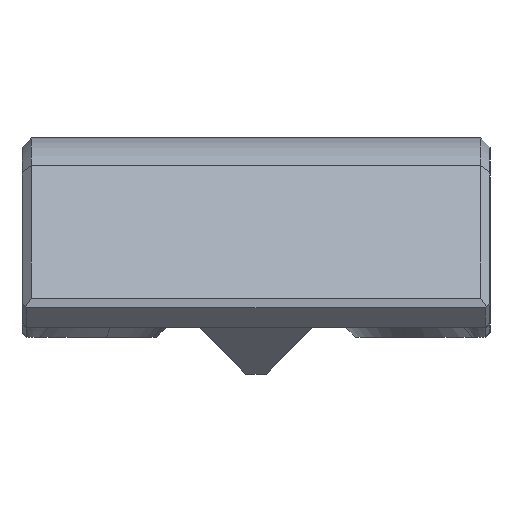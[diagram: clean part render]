
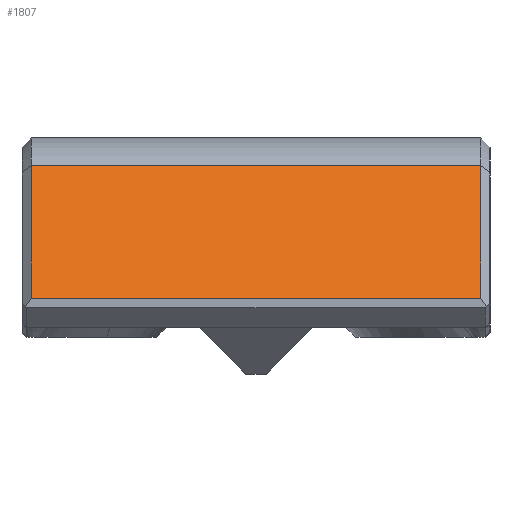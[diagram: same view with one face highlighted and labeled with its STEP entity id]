
A CAD part, left-side view. The second image highlights one B-rep face of the part: STEP entity #1807.
In plain terms, the highlighted planar face has unit normal (-0.707, 0, 0.707).
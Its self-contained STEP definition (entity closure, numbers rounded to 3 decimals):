
#224=FACE_OUTER_BOUND('',#327,.T.);
#327=EDGE_LOOP('',(#1283,#1284,#1285,#1286));
#429=LINE('',#2529,#572);
#442=LINE('',#2608,#585);
#455=LINE('',#2642,#598);
#472=LINE('',#2728,#615);
#572=VECTOR('',#2091,10.);
#585=VECTOR('',#2110,10.);
#598=VECTOR('',#2141,10.);
#615=VECTOR('',#2168,10.);
#712=VERTEX_POINT('',#2518);
#716=VERTEX_POINT('',#2528);
#734=VERTEX_POINT('',#2607);
#746=VERTEX_POINT('',#2637);
#905=EDGE_CURVE('',#712,#716,#429,.T.);
#926=EDGE_CURVE('',#734,#716,#442,.T.);
#943=EDGE_CURVE('',#734,#746,#455,.T.);
#968=EDGE_CURVE('',#746,#712,#472,.T.);
#1283=ORIENTED_EDGE('',*,*,#905,.F.);
#1284=ORIENTED_EDGE('',*,*,#968,.F.);
#1285=ORIENTED_EDGE('',*,*,#943,.F.);
#1286=ORIENTED_EDGE('',*,*,#926,.T.);
#1745=PLANE('',#1941);
#1807=ADVANCED_FACE('',(#224),#1745,.F.);
#1941=AXIS2_PLACEMENT_3D('',#2729,#2169,#2170);
#2091=DIRECTION('',(-0.707,0.,-0.707));
#2110=DIRECTION('',(0.,-1.,0.));
#2141=DIRECTION('',(0.707,0.,0.707));
#2168=DIRECTION('',(0.,-1.,0.));
#2169=DIRECTION('center_axis',(0.707,0.,-0.707));
#2170=DIRECTION('ref_axis',(0.707,0.,0.707));
#2518=CARTESIAN_POINT('',(-18.872,-9.6,6.928));
#2528=CARTESIAN_POINT('',(-24.55,-9.6,1.25));
#2529=CARTESIAN_POINT('',(-15.809,-9.6,9.991));
#2607=CARTESIAN_POINT('',(-24.55,9.6,1.25));
#2608=CARTESIAN_POINT('',(-24.55,10.,1.25));
#2637=CARTESIAN_POINT('',(-18.872,9.6,6.928));
#2642=CARTESIAN_POINT('',(-17.409,9.6,8.391));
#2728=CARTESIAN_POINT('',(-18.872,5.,6.928));
#2729=CARTESIAN_POINT('Origin',(-24.55,10.,1.25));
